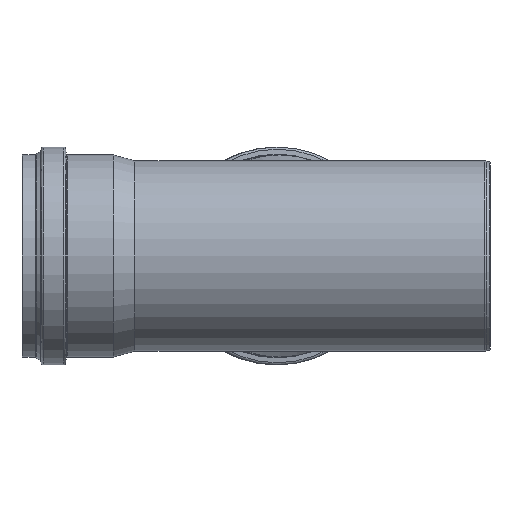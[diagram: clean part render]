
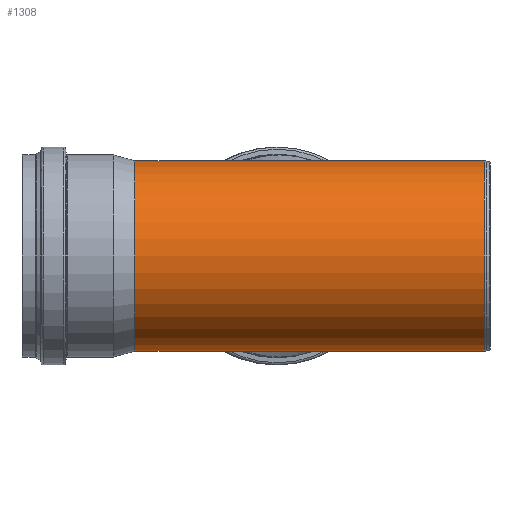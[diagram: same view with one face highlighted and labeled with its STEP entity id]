
A CAD part, left-side view. The second image highlights one B-rep face of the part: STEP entity #1308.
In plain terms, the highlighted cylindrical face has radius 157.65 mm (diameter 315.3 mm), a full revolution.
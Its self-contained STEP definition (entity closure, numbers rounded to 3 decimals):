
#95=LINE('',#2544,#136);
#96=LINE('',#2546,#137);
#136=VECTOR('',#1878,157.65);
#137=VECTOR('',#1879,157.65);
#232=CIRCLE('',#1491,157.65);
#233=CIRCLE('',#1492,157.65);
#234=CIRCLE('',#1493,157.65);
#325=CYLINDRICAL_SURFACE('',#1490,157.65);
#371=FACE_OUTER_BOUND('',#449,.T.);
#449=EDGE_LOOP('',(#1049,#1050,#1051,#1052,#1053,#1054,#1055,#1056,#1057,
#1058,#1059));
#492=ELLIPSE('',#1371,229.492,157.65);
#493=ELLIPSE('',#1372,229.492,157.65);
#496=ELLIPSE('',#1375,219.57,157.65);
#497=ELLIPSE('',#1376,219.57,157.65);
#502=VERTEX_POINT('',#2238);
#503=VERTEX_POINT('',#2239);
#504=VERTEX_POINT('',#2241);
#506=VERTEX_POINT('',#2342);
#571=VERTEX_POINT('',#2542);
#572=VERTEX_POINT('',#2545);
#573=VERTEX_POINT('',#2547);
#640=EDGE_CURVE('',#503,#504,#492,.T.);
#641=EDGE_CURVE('',#504,#502,#493,.T.);
#644=EDGE_CURVE('',#502,#506,#496,.T.);
#645=EDGE_CURVE('',#506,#503,#497,.T.);
#743=EDGE_CURVE('',#571,#571,#232,.T.);
#744=EDGE_CURVE('',#571,#504,#95,.T.);
#745=EDGE_CURVE('',#506,#572,#96,.T.);
#746=EDGE_CURVE('',#572,#573,#233,.T.);
#747=EDGE_CURVE('',#573,#572,#234,.T.);
#1049=ORIENTED_EDGE('',*,*,#743,.F.);
#1050=ORIENTED_EDGE('',*,*,#744,.T.);
#1051=ORIENTED_EDGE('',*,*,#640,.F.);
#1052=ORIENTED_EDGE('',*,*,#645,.F.);
#1053=ORIENTED_EDGE('',*,*,#745,.T.);
#1054=ORIENTED_EDGE('',*,*,#746,.T.);
#1055=ORIENTED_EDGE('',*,*,#747,.T.);
#1056=ORIENTED_EDGE('',*,*,#745,.F.);
#1057=ORIENTED_EDGE('',*,*,#644,.F.);
#1058=ORIENTED_EDGE('',*,*,#641,.F.);
#1059=ORIENTED_EDGE('',*,*,#744,.F.);
#1308=ADVANCED_FACE('',(#371),#325,.T.);
#1371=AXIS2_PLACEMENT_3D('',#2242,#1617,#1618);
#1372=AXIS2_PLACEMENT_3D('',#2243,#1619,#1620);
#1375=AXIS2_PLACEMENT_3D('',#2343,#1625,#1626);
#1376=AXIS2_PLACEMENT_3D('',#2344,#1627,#1628);
#1490=AXIS2_PLACEMENT_3D('',#2541,#1874,#1875);
#1491=AXIS2_PLACEMENT_3D('',#2543,#1876,#1877);
#1492=AXIS2_PLACEMENT_3D('',#2548,#1880,#1881);
#1493=AXIS2_PLACEMENT_3D('',#2549,#1882,#1883);
#1617=DIRECTION('center_axis',(0.727,-0.687,0.));
#1618=DIRECTION('ref_axis',(0.687,0.727,0.));
#1619=DIRECTION('center_axis',(0.727,-0.687,0.));
#1620=DIRECTION('ref_axis',(0.687,0.727,0.));
#1625=DIRECTION('center_axis',(0.696,0.718,0.));
#1626=DIRECTION('ref_axis',(0.718,-0.696,0.));
#1627=DIRECTION('center_axis',(0.696,0.718,0.));
#1628=DIRECTION('ref_axis',(0.718,-0.696,0.));
#1874=DIRECTION('center_axis',(0.,1.,0.));
#1875=DIRECTION('ref_axis',(-1.,0.,0.));
#1876=DIRECTION('center_axis',(0.,1.,0.));
#1877=DIRECTION('ref_axis',(1.,0.,0.));
#1878=DIRECTION('',(0.,-1.,0.));
#1879=DIRECTION('',(0.,-1.,0.));
#1880=DIRECTION('center_axis',(0.,1.,0.));
#1881=DIRECTION('ref_axis',(1.,0.,0.));
#1882=DIRECTION('center_axis',(0.,1.,0.));
#1883=DIRECTION('ref_axis',(1.,0.,0.));
#2238=CARTESIAN_POINT('',(0.,336.,157.65));
#2239=CARTESIAN_POINT('',(0.,336.,-157.65));
#2241=CARTESIAN_POINT('',(157.65,502.773,0.));
#2242=CARTESIAN_POINT('Origin',(0.,336.,0.));
#2243=CARTESIAN_POINT('Origin',(0.,336.,0.));
#2342=CARTESIAN_POINT('',(157.65,183.168,0.));
#2343=CARTESIAN_POINT('Origin',(0.,336.,0.));
#2344=CARTESIAN_POINT('Origin',(0.,336.,0.));
#2541=CARTESIAN_POINT('Origin',(0.,298.676,0.));
#2542=CARTESIAN_POINT('',(157.65,587.904,0.));
#2543=CARTESIAN_POINT('Origin',(0.,587.904,0.));
#2544=CARTESIAN_POINT('',(157.65,298.676,0.));
#2545=CARTESIAN_POINT('',(157.65,9.448,0.));
#2546=CARTESIAN_POINT('',(157.65,298.676,0.));
#2547=CARTESIAN_POINT('',(0.,9.448,-157.65));
#2548=CARTESIAN_POINT('Origin',(0.,9.448,0.));
#2549=CARTESIAN_POINT('Origin',(0.,9.448,0.));
